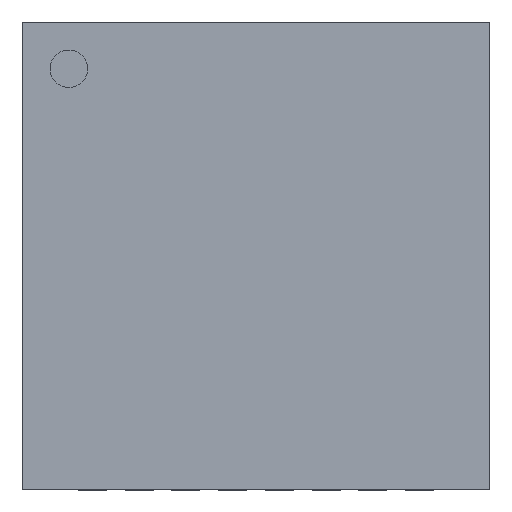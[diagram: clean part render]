
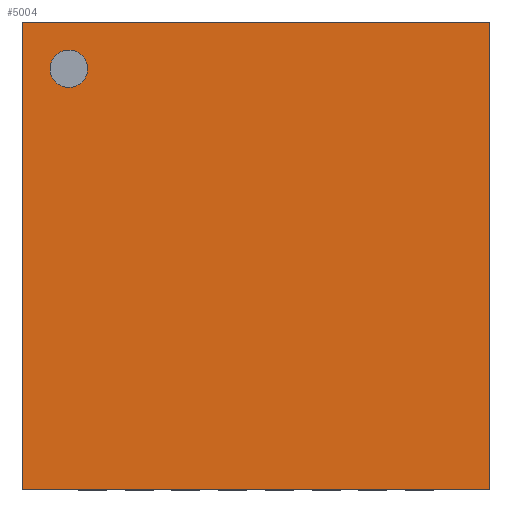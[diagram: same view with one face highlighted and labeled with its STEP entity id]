
A CAD part, top view. The second image highlights one B-rep face of the part: STEP entity #5004.
In plain terms, the highlighted planar face has unit normal (0, 0, 1).
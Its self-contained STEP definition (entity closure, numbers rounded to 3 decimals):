
#326=CARTESIAN_POINT('',(-1.8,2.0,1.0));
#327=VERTEX_POINT('',#326);
#336=CARTESIAN_POINT('',(-2.2,2.0,1.0));
#337=VERTEX_POINT('',#336);
#338=CARTESIAN_POINT('',(-2.0,2.0,1.0));
#339=DIRECTION('',(0.0,0.0,-1.0));
#340=DIRECTION('',(1.0,0.0,0.0));
#341=AXIS2_PLACEMENT_3D('',#338,#339,#340);
#342=CIRCLE('',#341,0.2);
#343=EDGE_CURVE('',#337,#327,#342,.T.);
#2115=CARTESIAN_POINT('',(-2.5,2.5,1.0));
#2116=VERTEX_POINT('',#2115);
#2123=CARTESIAN_POINT('',(2.5,2.5,1.0));
#2124=VERTEX_POINT('',#2123);
#2125=CARTESIAN_POINT('',(-2.5,2.5,1.0));
#2126=DIRECTION('',(1.0,0.0,0.0));
#2127=VECTOR('',#2126,5.0);
#2128=LINE('',#2125,#2127);
#2129=EDGE_CURVE('',#2116,#2124,#2128,.T.);
#3099=CARTESIAN_POINT('',(-2.5,-2.5,1.0));
#3100=VERTEX_POINT('',#3099);
#3107=CARTESIAN_POINT('',(-2.5,-2.5,1.0));
#3108=DIRECTION('',(0.0,1.0,0.0));
#3109=VECTOR('',#3108,5.0);
#3110=LINE('',#3107,#3109);
#3111=EDGE_CURVE('',#3100,#2116,#3110,.T.);
#4235=CARTESIAN_POINT('',(2.5,-2.5,1.0));
#4236=VERTEX_POINT('',#4235);
#4243=CARTESIAN_POINT('',(2.5,-2.5,1.0));
#4244=DIRECTION('',(-1.0,0.0,0.0));
#4245=VECTOR('',#4244,5.);
#4246=LINE('',#4243,#4245);
#4247=EDGE_CURVE('',#4236,#3100,#4246,.T.);
#4393=CARTESIAN_POINT('',(2.5,2.5,1.0));
#4394=DIRECTION('',(0.0,-1.0,0.0));
#4395=VECTOR('',#4394,5.0);
#4396=LINE('',#4393,#4395);
#4397=EDGE_CURVE('',#2124,#4236,#4396,.T.);
#4585=CARTESIAN_POINT('',(-2.0,2.0,1.0));
#4586=DIRECTION('',(0.0,0.0,-1.0));
#4587=DIRECTION('',(1.0,0.0,0.0));
#4588=AXIS2_PLACEMENT_3D('',#4585,#4586,#4587);
#4589=CIRCLE('',#4588,0.2);
#4590=EDGE_CURVE('',#327,#337,#4589,.T.);
#4989=CARTESIAN_POINT('',(0.,0.,1.0));
#4990=DIRECTION('',(0.0,0.0,1.0));
#4991=DIRECTION('',(1.0,0.0,0.0));
#4992=AXIS2_PLACEMENT_3D('',#4989,#4990,#4991);
#4993=PLANE('',#4992);
#4994=ORIENTED_EDGE('',*,*,#3111,.F.);
#4995=ORIENTED_EDGE('',*,*,#4247,.F.);
#4996=ORIENTED_EDGE('',*,*,#4397,.F.);
#4997=ORIENTED_EDGE('',*,*,#2129,.F.);
#4998=EDGE_LOOP('',(#4994,#4995,#4996,#4997));
#4999=FACE_OUTER_BOUND('',#4998,.T.);
#5000=ORIENTED_EDGE('',*,*,#4590,.T.);
#5001=ORIENTED_EDGE('',*,*,#343,.T.);
#5002=EDGE_LOOP('',(#5000,#5001));
#5003=FACE_BOUND('',#5002,.T.);
#5004=ADVANCED_FACE('',(#4999,#5003),#4993,.T.);
